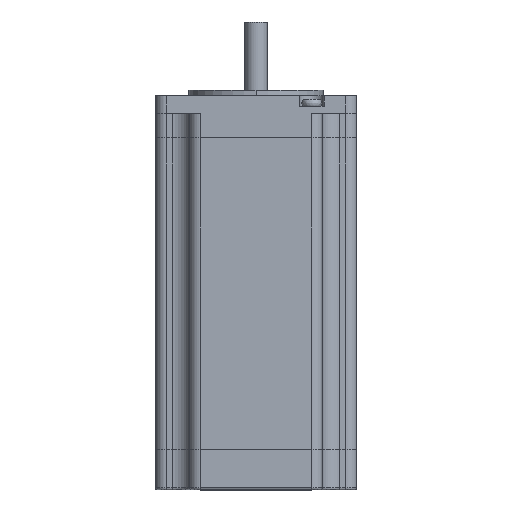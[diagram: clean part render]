
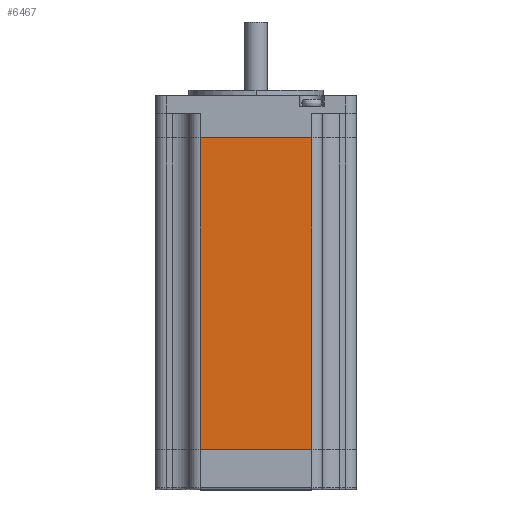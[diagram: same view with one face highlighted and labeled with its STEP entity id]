
A CAD part, top view. The second image highlights one B-rep face of the part: STEP entity #6467.
In plain terms, the highlighted planar face has unit normal (0, 0, 1).
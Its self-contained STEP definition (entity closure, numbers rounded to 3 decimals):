
#155 = CARTESIAN_POINT ( 'NONE',  ( 44.3, 88.5, 0. ) ) ;
#653 = ORIENTED_EDGE ( 'NONE', *, *, #667, .T. ) ;
#667 = EDGE_CURVE ( 'NONE', #4431, #2209, #6097, .T. ) ;
#668 = ORIENTED_EDGE ( 'NONE', *, *, #5635, .F. ) ;
#700 = LINE ( 'NONE', #1566, #3407 ) ;
#842 = CARTESIAN_POINT ( 'NONE',  ( 44.3, 88.5, 0. ) ) ;
#887 = LINE ( 'NONE', #2153, #3595 ) ;
#1566 = CARTESIAN_POINT ( 'NONE',  ( 44.3, 0., 0. ) ) ;
#1624 = DIRECTION ( 'NONE',  ( 0., -1., 0. ) ) ;
#1790 = ORIENTED_EDGE ( 'NONE', *, *, #3826, .F. ) ;
#2092 = VECTOR ( 'NONE', #6787, 1000. ) ;
#2153 = CARTESIAN_POINT ( 'NONE',  ( 44.3, 88.5, 0. ) ) ;
#2209 = VERTEX_POINT ( 'NONE', #2892 ) ;
#2219 = ORIENTED_EDGE ( 'NONE', *, *, #4665, .T. ) ;
#2304 = CARTESIAN_POINT ( 'NONE',  ( 44.3, 0., 0. ) ) ;
#2892 = CARTESIAN_POINT ( 'NONE',  ( 12.7, 88.5, 0. ) ) ;
#3130 = DIRECTION ( 'NONE',  ( 1., 0., 0. ) ) ;
#3407 = VECTOR ( 'NONE', #6455, 1000. ) ;
#3595 = VECTOR ( 'NONE', #1624, 1000. ) ;
#3826 = EDGE_CURVE ( 'NONE', #4431, #6652, #887, .T. ) ;
#3946 = CARTESIAN_POINT ( 'NONE',  ( 12.7, 88.5, 0. ) ) ;
#4070 = EDGE_LOOP ( 'NONE', ( #668, #1790, #653, #2219 ) ) ;
#4431 = VERTEX_POINT ( 'NONE', #155 ) ;
#4550 = CARTESIAN_POINT ( 'NONE',  ( 12.7, 0., 0. ) ) ;
#4564 = VECTOR ( 'NONE', #6151, 1000. ) ;
#4665 = EDGE_CURVE ( 'NONE', #2209, #5919, #6195, .T. ) ;
#4742 = AXIS2_PLACEMENT_3D ( 'NONE', #5821, #6399, #3130 ) ;
#5512 = FACE_OUTER_BOUND ( 'NONE', #4070, .T. ) ;
#5635 = EDGE_CURVE ( 'NONE', #6652, #5919, #700, .T. ) ;
#5821 = CARTESIAN_POINT ( 'NONE',  ( 44.3, 88.5, 0. ) ) ;
#5846 = PLANE ( 'NONE',  #4742 ) ;
#5919 = VERTEX_POINT ( 'NONE', #4550 ) ;
#6097 = LINE ( 'NONE', #842, #2092 ) ;
#6151 = DIRECTION ( 'NONE',  ( 0., -1., 0. ) ) ;
#6195 = LINE ( 'NONE', #3946, #4564 ) ;
#6399 = DIRECTION ( 'NONE',  ( 0., 0., 1. ) ) ;
#6455 = DIRECTION ( 'NONE',  ( -1., 0., 0. ) ) ;
#6467 = ADVANCED_FACE ( 'NONE', ( #5512 ), #5846, .T. ) ;
#6652 = VERTEX_POINT ( 'NONE', #2304 ) ;
#6787 = DIRECTION ( 'NONE',  ( -1., 0., 0. ) ) ;
